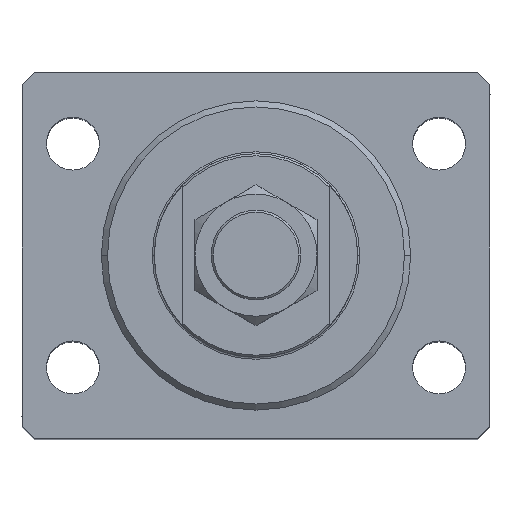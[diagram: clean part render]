
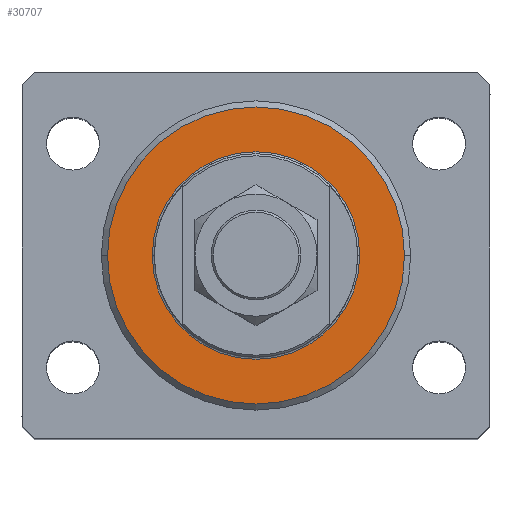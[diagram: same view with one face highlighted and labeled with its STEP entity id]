
A CAD part, top view. The second image highlights one B-rep face of the part: STEP entity #30707.
In plain terms, the highlighted face is planar.
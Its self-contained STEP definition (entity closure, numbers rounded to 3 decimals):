
#938 = ORIENTED_EDGE ( 'NONE', *, *, #21577, .T. ) ;
#1243 = CARTESIAN_POINT ( 'NONE',  ( -25.5, 0., 0. ) ) ;
#1907 = VERTEX_POINT ( 'NONE', #1243 ) ;
#2186 = CARTESIAN_POINT ( 'NONE',  ( 0., 0., 0. ) ) ;
#2878 = ORIENTED_EDGE ( 'NONE', *, *, #36366, .T. ) ;
#4124 = DIRECTION ( 'NONE',  ( 1., 0., 0. ) ) ;
#4579 = CARTESIAN_POINT ( 'NONE',  ( 0., 0., 0. ) ) ;
#6156 = DIRECTION ( 'NONE',  ( 1., 0., 0. ) ) ;
#8120 = DIRECTION ( 'NONE',  ( 1., 0., 0. ) ) ;
#8426 = CARTESIAN_POINT ( 'NONE',  ( 36.5, 0., 0. ) ) ;
#8773 = PLANE ( 'NONE',  #36096 ) ;
#10498 = CARTESIAN_POINT ( 'NONE',  ( -36.5, 0., 0. ) ) ;
#10522 = CIRCLE ( 'NONE', #36655, 25.5 ) ;
#10787 = VERTEX_POINT ( 'NONE', #8426 ) ;
#11669 = DIRECTION ( 'NONE',  ( 0., 0., 1. ) ) ;
#11824 = DIRECTION ( 'NONE',  ( 0., 0., 1. ) ) ;
#12814 = EDGE_CURVE ( 'NONE', #10787, #21245, #28229, .T. ) ;
#15117 = ORIENTED_EDGE ( 'NONE', *, *, #24359, .T. ) ;
#15320 = FACE_BOUND ( 'NONE', #42154, .T. ) ;
#15396 = DIRECTION ( 'NONE',  ( 1., 0., 0. ) ) ;
#16428 = DIRECTION ( 'NONE',  ( 0., 0., -1. ) ) ;
#19271 = FACE_OUTER_BOUND ( 'NONE', #41445, .T. ) ;
#21245 = VERTEX_POINT ( 'NONE', #10498 ) ;
#21577 = EDGE_CURVE ( 'NONE', #21245, #10787, #23220, .T. ) ;
#22044 = CARTESIAN_POINT ( 'NONE',  ( 25.5, 0., 0. ) ) ;
#23220 = CIRCLE ( 'NONE', #35194, 36.5 ) ;
#24359 = EDGE_CURVE ( 'NONE', #29426, #1907, #10522, .T. ) ;
#25119 = DIRECTION ( 'NONE',  ( 0., 0., -1. ) ) ;
#25472 = ORIENTED_EDGE ( 'NONE', *, *, #12814, .T. ) ;
#25856 = DIRECTION ( 'NONE',  ( 0., 0., 1. ) ) ;
#28229 = CIRCLE ( 'NONE', #38713, 36.5 ) ;
#29426 = VERTEX_POINT ( 'NONE', #22044 ) ;
#29727 = DIRECTION ( 'NONE',  ( 1., 0., 0. ) ) ;
#30707 = ADVANCED_FACE ( 'NONE', ( #15320, #19271 ), #8773, .F. ) ;
#33793 = CIRCLE ( 'NONE', #38294, 25.5 ) ;
#35194 = AXIS2_PLACEMENT_3D ( 'NONE', #2186, #16428, #6156 ) ;
#35671 = CARTESIAN_POINT ( 'NONE',  ( 0., 0., 0. ) ) ;
#36096 = AXIS2_PLACEMENT_3D ( 'NONE', #4579, #11824, #4124 ) ;
#36366 = EDGE_CURVE ( 'NONE', #1907, #29426, #33793, .T. ) ;
#36655 = AXIS2_PLACEMENT_3D ( 'NONE', #43444, #25856, #8120 ) ;
#38294 = AXIS2_PLACEMENT_3D ( 'NONE', #41062, #11669, #15396 ) ;
#38713 = AXIS2_PLACEMENT_3D ( 'NONE', #35671, #25119, #29727 ) ;
#41062 = CARTESIAN_POINT ( 'NONE',  ( 0., 0., 0. ) ) ;
#41445 = EDGE_LOOP ( 'NONE', ( #25472, #938 ) ) ;
#42154 = EDGE_LOOP ( 'NONE', ( #15117, #2878 ) ) ;
#43444 = CARTESIAN_POINT ( 'NONE',  ( 0., 0., 0. ) ) ;
